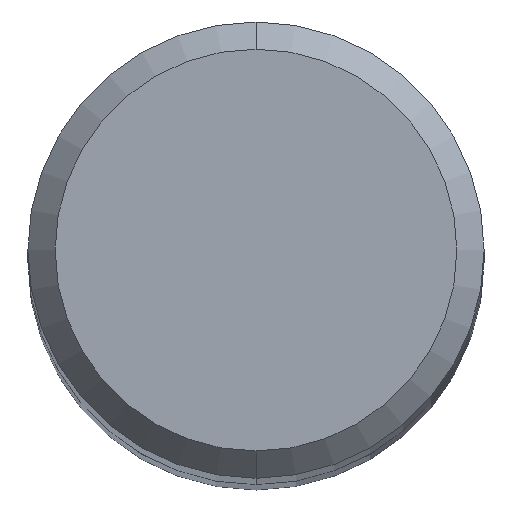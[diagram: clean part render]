
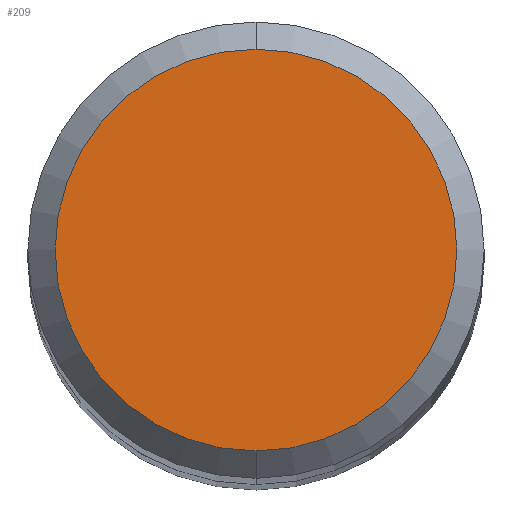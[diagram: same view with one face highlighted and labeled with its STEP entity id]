
A CAD part, top view. The second image highlights one B-rep face of the part: STEP entity #209.
In plain terms, the highlighted planar face has unit normal (0, 0, 1).
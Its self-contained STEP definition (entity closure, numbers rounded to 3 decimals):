
#183=VERTEX_POINT('',#460);
#209=ADVANCED_FACE('',(#490),#491,.T.);
#211=VERTEX_POINT('',#493);
#327=EDGE_CURVE('',#183,#211,#620,.T.);
#345=EDGE_CURVE('',#211,#183,#639,.T.);
#460=CARTESIAN_POINT('',(0.,-2.95,0.0));
#490=FACE_OUTER_BOUND('',#841,.T.);
#491=PLANE('',#842);
#493=CARTESIAN_POINT('',(0.0,2.95,0.0));
#620=CIRCLE('',#1082,2.95);
#639=CIRCLE('',#1131,2.95);
#841=EDGE_LOOP('',(#1377,#1378));
#842=AXIS2_PLACEMENT_3D('',#1379,#1380,#1381);
#1082=AXIS2_PLACEMENT_3D('',#1529,#1530,#1531);
#1131=AXIS2_PLACEMENT_3D('',#1545,#1546,#1547);
#1377=ORIENTED_EDGE('',*,*,#345,.F.);
#1378=ORIENTED_EDGE('',*,*,#327,.F.);
#1379=CARTESIAN_POINT('',(0.0,1.475,0.0));
#1380=DIRECTION('',(-0.0,0.0,1.0));
#1381=DIRECTION('',(0.0,-1.0,0.0));
#1529=CARTESIAN_POINT('',(0.0,0.0,0.0));
#1530=DIRECTION('',(0.0,0.0,-1.0));
#1531=DIRECTION('',(0.0,1.0,0.0));
#1545=CARTESIAN_POINT('',(0.0,0.0,0.0));
#1546=DIRECTION('',(0.0,0.0,-1.0));
#1547=DIRECTION('',(0.0,1.0,0.0));
